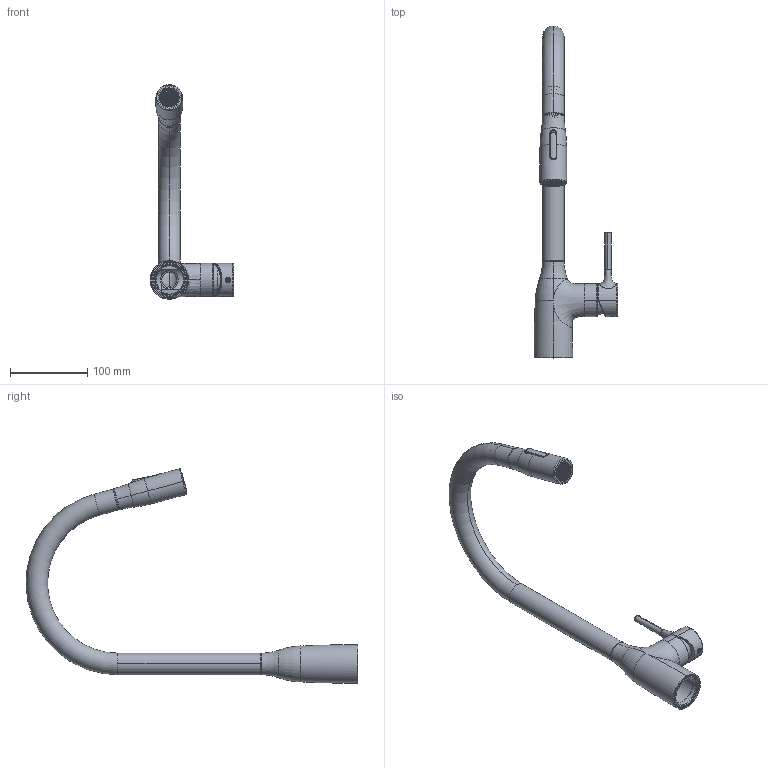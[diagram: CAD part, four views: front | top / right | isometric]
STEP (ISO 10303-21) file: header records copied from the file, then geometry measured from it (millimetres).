
FILE_DESCRIPTION (( 'STEP AP203' ), '1' );
FILE_NAME ('CUCI128137_---.STEP', '2022-07-25T10:29:20', ( '' ), ( '' ), 'SwSTEP 2.0', 'SolidWorks 2019', '' );
FILE_SCHEMA (( 'CONFIG_CONTROL_DESIGN' ));
Length unit declared in the file: millimetre
Products named in the file (18): Assieme_inetrno_astil_progetto_diego; doccetta_interno_astil_almar_Ø28_pull-down_PDOCC128004_senza chiave; anello_POM_27.7x24x1_127010; corpo_monoforo_in_zama_128002; carter_doccetta_astil_lavello_Ø28_128004; inserto_camicia_doccia_estraibile_00878_G00; CUCI128137_---; aeratore_cache_TT_M16.5x1_01488_000_honeycomb; tappino_copriforo_cromato_piatto_38007_000; Parte3; Grano_piatto_ M4 x 5_30411_000; grano_punta_M5x6_90010_000; canna_ponteØ28_128003; spina_progetto_diego; copro_interno_astil_senza posizione; levetta_doccia_astil_progetto_diego; leva_monoforo_in_zama_128001; coprighiera_37x19_cartuccia_35_nobili_81002_000
Assembly tree (17 placements, depth 4):
  CUCI128137_---
    tappino_copriforo_cromato_piatto_38007_000
    grano_punta_M5x6_90010_000
    leva_monoforo_in_zama_128001
    coprighiera_37x19_cartuccia_35_nobili_81002_000
    corpo_monoforo_in_zama_128002
    anello_POM_27.7x24x1_127010
    Grano_piatto_ M4 x 5_30411_000
    canna_ponteØ28_128003
    inserto_camicia_doccia_estraibile_00878_G00
    doccetta_interno_astil_almar_Ø28_pull-down_PDOCC128004_senza chiave
      carter_doccetta_astil_lavello_Ø28_128004
      Assieme_inetrno_astil_progetto_diego
        copro_interno_astil_senza posizione
        levetta_doccia_astil_progetto_diego
        spina_progetto_diego
      Parte3
      aeratore_cache_TT_M16.5x1_01488_000_honeycomb
Bounding box: 108.8 x 429.87 x 277.93 mm (x, y, z)
Volume: 244655.3 mm3; surface area: 183224.2 mm2
Topology: 16 solids, 16 shells, 4080 faces, 11159 edges, 7139 vertices
Faces by surface type: plane 2203, cylinder 1220, bspline 418, cone 129, torus 94, sphere 16
Entity records: 172453 total; most frequent: CARTESIAN_POINT 76243, ORIENTED_EDGE 22102, DIRECTION 16038, EDGE_CURVE 11051, VERTEX_POINT 7139, AXIS2_PLACEMENT_3D 5529, VECTOR 4980, LINE 4980
